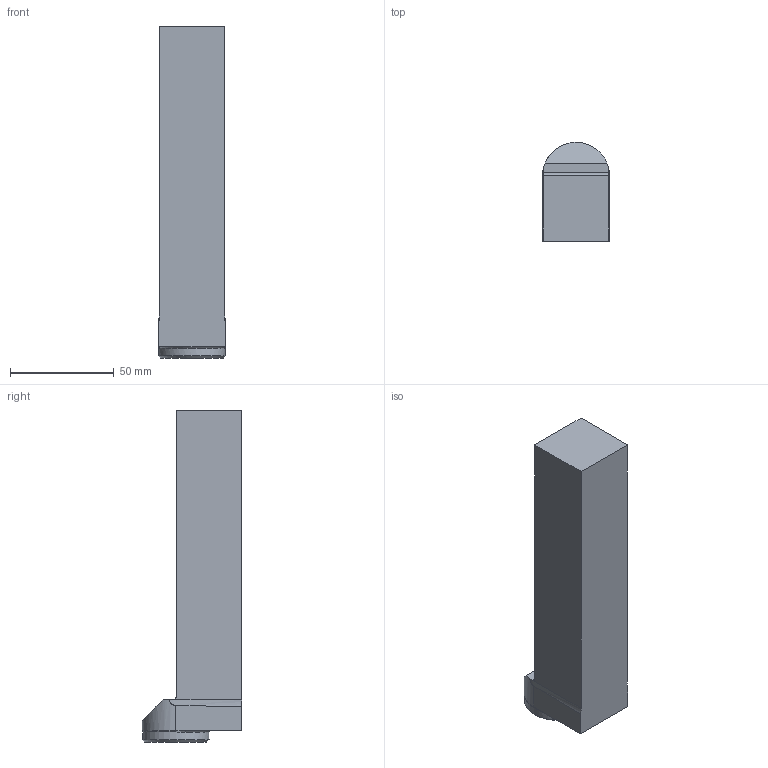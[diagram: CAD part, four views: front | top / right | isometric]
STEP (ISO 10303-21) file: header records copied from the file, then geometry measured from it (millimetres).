
FILE_DESCRIPTION(/* description */ (''),/* implementation_level */ '2;1');
FILE_NAME(/* name */ '1535946287834.stp',/* time_stamp */ '2018-09-03T09:14:57+06:00',/* author */ (''),/* organization */ ('SMS'),/* preprocessor_version */ 'ST-DEVELOPER v15',/* originating_system */ 'SIEMENS PLM Software NX 8.5',/* authorisation */ '');
FILE_SCHEMA (('AUTOMOTIVE_DESIGN { 1 0 10303 214 3 1 1 1 }'));
Length unit declared in the file: millimetre
Products named in the file (1): 201782590mod000_00
Bounding box: 32.3 x 47.9 x 160.12 mm (x, y, z)
Volume: 164192.3 mm3; surface area: 23298.2 mm2
Topology: 1 solids, 5 shells, 37 faces, 77 edges, 49 vertices
Faces by surface type: plane 15, cone 11, cylinder 7, torus 2, bspline 2
Full cylindrical faces by diameter (mm): 4.2 x4, 32 x1
Entity records: 1027 total; most frequent: CARTESIAN_POINT 253, DIRECTION 160, ORIENTED_EDGE 118, AXIS2_PLACEMENT_3D 68, EDGE_CURVE 59, EDGE_LOOP 47, VERTEX_POINT 46, ADVANCED_FACE 37
